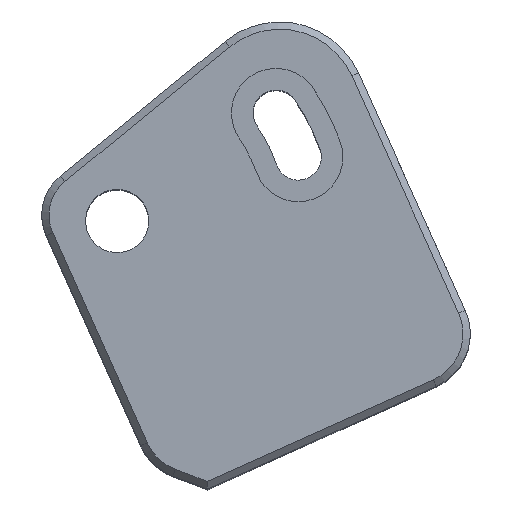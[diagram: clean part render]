
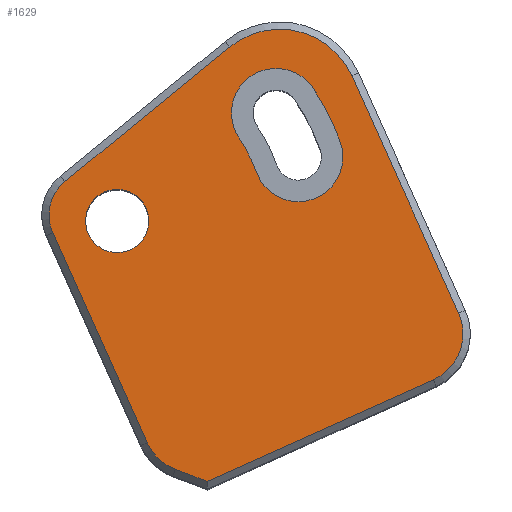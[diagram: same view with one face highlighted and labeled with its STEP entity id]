
A CAD part, top view. The second image highlights one B-rep face of the part: STEP entity #1629.
In plain terms, the highlighted planar face has unit normal (0, 0, 1).
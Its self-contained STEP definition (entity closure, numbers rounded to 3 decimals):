
#41=FACE_BOUND('',#223,.T.);
#42=FACE_BOUND('',#224,.T.);
#59=PLANE('',#1776);
#122=FACE_OUTER_BOUND('',#222,.T.);
#222=EDGE_LOOP('',(#1189,#1190,#1191,#1192,#1193,#1194,#1195,#1196,#1197));
#223=EDGE_LOOP('',(#1198,#1199,#1200,#1201));
#224=EDGE_LOOP('',(#1202));
#335=LINE('',#2534,#490);
#336=LINE('',#2538,#491);
#337=LINE('',#2542,#492);
#338=LINE('',#2546,#493);
#339=LINE('',#2549,#494);
#490=VECTOR('',#2035,10.);
#491=VECTOR('',#2038,10.);
#492=VECTOR('',#2041,10.);
#493=VECTOR('',#2044,10.);
#494=VECTOR('',#2047,10.);
#640=CIRCLE('',#1746,16.455);
#642=CIRCLE('',#1749,3.1);
#644=CIRCLE('',#1752,10.255);
#646=CIRCLE('',#1755,3.1);
#661=CIRCLE('',#1777,3.5);
#662=CIRCLE('',#1778,5.5);
#663=CIRCLE('',#1779,3.);
#664=CIRCLE('',#1780,3.5);
#665=CIRCLE('',#1781,2.2);
#720=VERTEX_POINT('',#2462);
#721=VERTEX_POINT('',#2463);
#724=VERTEX_POINT('',#2471);
#726=VERTEX_POINT('',#2477);
#746=VERTEX_POINT('',#2532);
#747=VERTEX_POINT('',#2533);
#748=VERTEX_POINT('',#2535);
#749=VERTEX_POINT('',#2537);
#750=VERTEX_POINT('',#2539);
#751=VERTEX_POINT('',#2541);
#752=VERTEX_POINT('',#2543);
#753=VERTEX_POINT('',#2545);
#754=VERTEX_POINT('',#2547);
#755=VERTEX_POINT('',#2550);
#878=EDGE_CURVE('',#720,#721,#640,.T.);
#882=EDGE_CURVE('',#724,#720,#642,.T.);
#885=EDGE_CURVE('',#726,#724,#644,.T.);
#888=EDGE_CURVE('',#721,#726,#646,.T.);
#912=EDGE_CURVE('',#746,#747,#335,.T.);
#913=EDGE_CURVE('',#748,#746,#661,.T.);
#914=EDGE_CURVE('',#749,#748,#336,.T.);
#915=EDGE_CURVE('',#750,#749,#662,.T.);
#916=EDGE_CURVE('',#751,#750,#337,.T.);
#917=EDGE_CURVE('',#752,#751,#663,.T.);
#918=EDGE_CURVE('',#753,#752,#338,.T.);
#919=EDGE_CURVE('',#754,#753,#664,.T.);
#920=EDGE_CURVE('',#747,#754,#339,.T.);
#921=EDGE_CURVE('',#755,#755,#665,.T.);
#1189=ORIENTED_EDGE('',*,*,#912,.F.);
#1190=ORIENTED_EDGE('',*,*,#913,.F.);
#1191=ORIENTED_EDGE('',*,*,#914,.F.);
#1192=ORIENTED_EDGE('',*,*,#915,.F.);
#1193=ORIENTED_EDGE('',*,*,#916,.F.);
#1194=ORIENTED_EDGE('',*,*,#917,.F.);
#1195=ORIENTED_EDGE('',*,*,#918,.F.);
#1196=ORIENTED_EDGE('',*,*,#919,.F.);
#1197=ORIENTED_EDGE('',*,*,#920,.F.);
#1198=ORIENTED_EDGE('',*,*,#878,.T.);
#1199=ORIENTED_EDGE('',*,*,#888,.T.);
#1200=ORIENTED_EDGE('',*,*,#885,.T.);
#1201=ORIENTED_EDGE('',*,*,#882,.T.);
#1202=ORIENTED_EDGE('',*,*,#921,.T.);
#1629=ADVANCED_FACE('',(#122,#41,#42),#59,.T.);
#1746=AXIS2_PLACEMENT_3D('',#2464,#1960,#1961);
#1749=AXIS2_PLACEMENT_3D('',#2472,#1968,#1969);
#1752=AXIS2_PLACEMENT_3D('',#2478,#1975,#1976);
#1755=AXIS2_PLACEMENT_3D('',#2483,#1982,#1983);
#1776=AXIS2_PLACEMENT_3D('',#2531,#2033,#2034);
#1777=AXIS2_PLACEMENT_3D('',#2536,#2036,#2037);
#1778=AXIS2_PLACEMENT_3D('',#2540,#2039,#2040);
#1779=AXIS2_PLACEMENT_3D('',#2544,#2042,#2043);
#1780=AXIS2_PLACEMENT_3D('',#2548,#2045,#2046);
#1781=AXIS2_PLACEMENT_3D('',#2551,#2048,#2049);
#1960=DIRECTION('center_axis',(0.,0.,
-1.));
#1961=DIRECTION('ref_axis',(0.943,0.333,0.));
#1968=DIRECTION('center_axis',(0.,0.,
-1.));
#1969=DIRECTION('ref_axis',(0.827,0.562,0.));
#1975=DIRECTION('center_axis',(0.,0.,
1.));
#1976=DIRECTION('ref_axis',(0.943,0.333,0.));
#1982=DIRECTION('center_axis',(0.,0.,
-1.));
#1983=DIRECTION('ref_axis',(-0.943,-0.333,0.));
#2033=DIRECTION('center_axis',(0.,0.,
1.));
#2034=DIRECTION('ref_axis',(1.,0.,0.));
#2035=DIRECTION('',(-0.912,-0.41,0.));
#2036=DIRECTION('center_axis',(0.,0.,
-1.));
#2037=DIRECTION('ref_axis',(0.935,-0.355,0.));
#2038=DIRECTION('',(0.41,-0.912,0.));
#2039=DIRECTION('center_axis',(0.,0.,
-1.));
#2040=DIRECTION('ref_axis',(0.23,0.973,0.));
#2041=DIRECTION('',(0.775,0.633,0.));
#2042=DIRECTION('center_axis',(0.,0.,
-1.));
#2043=DIRECTION('ref_axis',(-0.973,0.23,0.));
#2044=DIRECTION('',(-0.41,0.912,0.));
#2045=DIRECTION('center_axis',(0.,0.,
-1.));
#2046=DIRECTION('ref_axis',(-0.686,-0.728,0.));
#2047=DIRECTION('',(-0.935,0.355,0.));
#2048=DIRECTION('center_axis',(0.,0.,
-1.));
#2049=DIRECTION('ref_axis',(0.906,0.423,0.));
#2462=CARTESIAN_POINT('',(18.855,21.278,30.47));
#2463=CARTESIAN_POINT('',(20.765,17.5,30.47));
#2464=CARTESIAN_POINT('Origin',(5.248,12.025,30.47));
#2471=CARTESIAN_POINT('',(13.728,17.792,30.47));
#2472=CARTESIAN_POINT('Origin',(16.291,19.535,30.47));
#2477=CARTESIAN_POINT('',(14.919,15.437,30.47));
#2478=CARTESIAN_POINT('Origin',(5.248,12.025,30.47));
#2483=CARTESIAN_POINT('Origin',(17.842,16.468,30.47));
#2531=CARTESIAN_POINT('Origin',(20.778,16.413,30.47));
#2532=CARTESIAN_POINT('',(27.229,0.993,30.47));
#2533=CARTESIAN_POINT('',(11.514,-6.076,30.47));
#2534=CARTESIAN_POINT('',(26.798,0.799,30.47));
#2535=CARTESIAN_POINT('',(28.985,5.621,30.47));
#2536=CARTESIAN_POINT('Origin',(25.794,4.185,30.47));
#2537=CARTESIAN_POINT('',(21.564,22.118,30.47));
#2538=CARTESIAN_POINT('',(23.556,17.691,30.47));
#2539=CARTESIAN_POINT('',(13.069,24.121,30.47));
#2540=CARTESIAN_POINT('Origin',(16.548,19.861,30.47));
#2541=CARTESIAN_POINT('',(1.609,14.761,30.47));
#2542=CARTESIAN_POINT('',(6.723,18.938,30.47));
#2543=CARTESIAN_POINT('',(0.771,11.207,30.47));
#2544=CARTESIAN_POINT('Origin',(3.507,12.438,30.47));
#2545=CARTESIAN_POINT('',(7.34,-3.396,30.47));
#2546=CARTESIAN_POINT('',(1.703,9.134,30.47));
#2547=CARTESIAN_POINT('',(9.29,-5.233,30.47));
#2548=CARTESIAN_POINT('Origin',(10.532,-1.96,30.47));
#2549=CARTESIAN_POINT('',(10.939,-5.858,30.47));
#2550=CARTESIAN_POINT('',(3.254,11.095,30.47));
#2551=CARTESIAN_POINT('Origin',(5.248,12.025,30.47));
